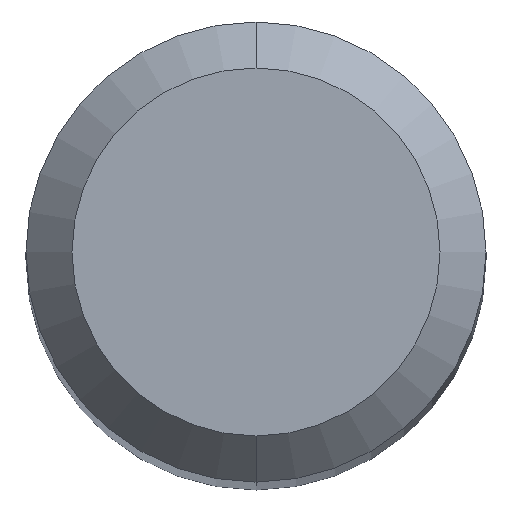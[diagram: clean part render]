
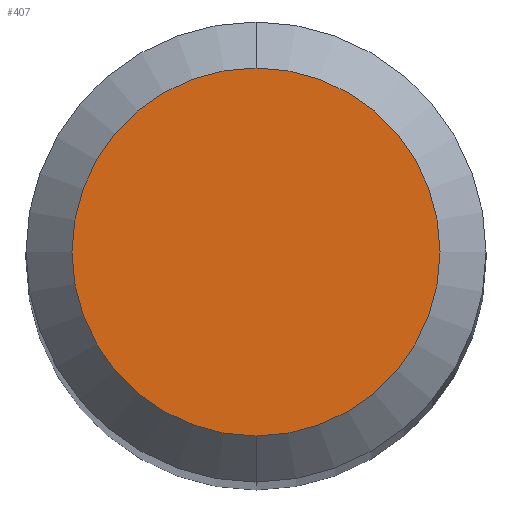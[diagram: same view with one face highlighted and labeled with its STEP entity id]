
A CAD part, top view. The second image highlights one B-rep face of the part: STEP entity #407.
In plain terms, the highlighted planar face has unit normal (0, 0, 1).
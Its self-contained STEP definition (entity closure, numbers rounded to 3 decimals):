
#271=EDGE_CURVE('',#317,#365,#591,.T.);
#317=VERTEX_POINT('',#643);
#365=VERTEX_POINT('',#692);
#375=EDGE_CURVE('',#365,#317,#703,.T.);
#407=ADVANCED_FACE('',(#737),#738,.T.);
#591=CIRCLE('',#966,1.2);
#643=CARTESIAN_POINT('',(0.,-1.2,0.0));
#692=CARTESIAN_POINT('',(0.0,1.2,0.0));
#703=CIRCLE('',#1186,1.2);
#737=FACE_OUTER_BOUND('',#1296,.T.);
#738=PLANE('',#1297);
#966=AXIS2_PLACEMENT_3D('',#1586,#1587,#1588);
#1186=AXIS2_PLACEMENT_3D('',#1695,#1696,#1697);
#1296=EDGE_LOOP('',(#1727,#1728));
#1297=AXIS2_PLACEMENT_3D('',#1729,#1730,#1731);
#1586=CARTESIAN_POINT('',(0.0,0.0,0.0));
#1587=DIRECTION('',(0.0,0.0,-1.0));
#1588=DIRECTION('',(0.0,1.0,0.0));
#1695=CARTESIAN_POINT('',(0.0,0.0,0.0));
#1696=DIRECTION('',(0.0,0.0,-1.0));
#1697=DIRECTION('',(0.0,1.0,0.0));
#1727=ORIENTED_EDGE('',*,*,#375,.F.);
#1728=ORIENTED_EDGE('',*,*,#271,.F.);
#1729=CARTESIAN_POINT('',(0.0,0.6,0.0));
#1730=DIRECTION('',(-0.0,0.0,1.0));
#1731=DIRECTION('',(0.0,-1.0,0.0));
